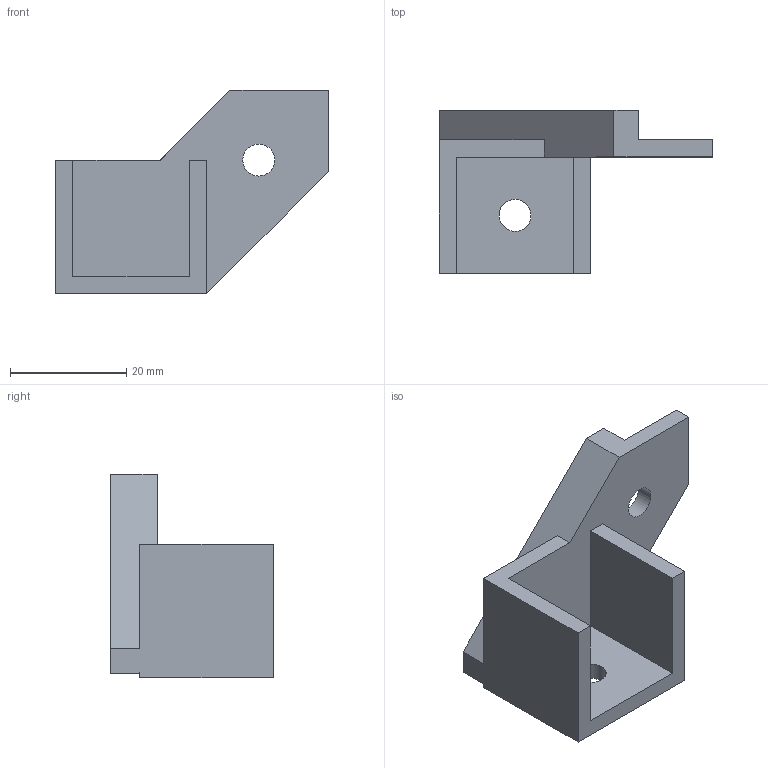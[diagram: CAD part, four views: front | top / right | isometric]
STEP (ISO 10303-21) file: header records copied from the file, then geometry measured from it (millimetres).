
FILE_DESCRIPTION(('CATIA V5 STEP Exchange'),'2;1');
FILE_NAME('Halter_Y_vorne.stp','2016-05-30T20:36:26+00:00',('none'),('none'),'CATIA Version 5 Release 17 (IN-10)','CATIA V5 STEP AP203','none');
FILE_SCHEMA(('CONFIG_CONTROL_DESIGN'));
Length unit declared in the file: millimetre
Products named in the file (1): Halter_Y_vorne
Bounding box: 47 x 28 x 35 mm (x, y, z)
Volume: 7907.9 mm3; surface area: 5972 mm2
Topology: 1 solids, 1 shells, 22 faces, 59 edges, 39 vertices
Faces by surface type: plane 18, cylinder 4
Entity records: 705 total; most frequent: ORIENTED_EDGE 118, CARTESIAN_POINT 117, DIRECTION 95, EDGE_CURVE 59, VECTOR 51, LINE 51, VERTEX_POINT 39, AXIS2_PLACEMENT_3D 27
